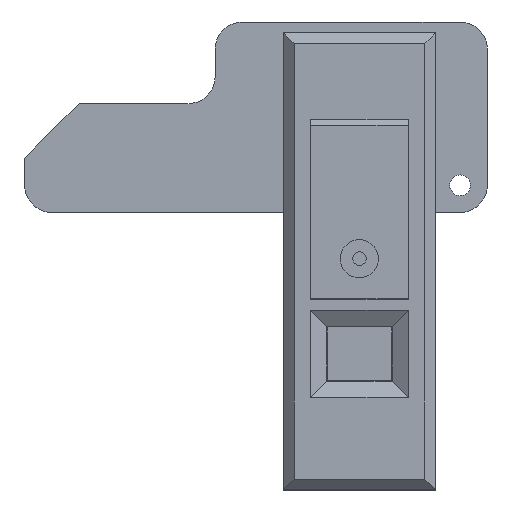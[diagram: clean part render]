
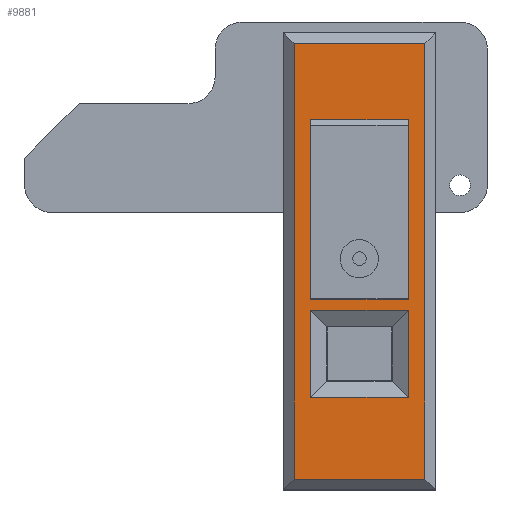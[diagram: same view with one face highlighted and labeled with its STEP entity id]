
A CAD part, top view. The second image highlights one B-rep face of the part: STEP entity #9881.
In plain terms, the highlighted planar face has unit normal (0, 0, 1).
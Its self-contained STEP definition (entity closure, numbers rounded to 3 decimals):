
#35 = CARTESIAN_POINT ( 'NONE',  ( -12., -59., 3. ) ) ;
#77 = EDGE_LOOP ( 'NONE', ( #10858, #10759, #9329, #10030 ) ) ;
#143 = CARTESIAN_POINT ( 'NONE',  ( -9., 7., 3. ) ) ;
#280 = DIRECTION ( 'NONE',  ( -1., 0., 0. ) ) ;
#437 = CARTESIAN_POINT ( 'NONE',  ( 9., -28., 3. ) ) ;
#607 = ORIENTED_EDGE ( 'NONE', *, *, #6844, .T. ) ;
#785 = LINE ( 'NONE', #143, #1831 ) ;
#826 = LINE ( 'NONE', #8968, #8345 ) ;
#1096 = VECTOR ( 'NONE', #5645, 1000. ) ;
#1152 = VERTEX_POINT ( 'NONE', #8624 ) ;
#1364 = LINE ( 'NONE', #4480, #7812 ) ;
#1401 = DIRECTION ( 'NONE',  ( 1., 0., 0. ) ) ;
#1482 = LINE ( 'NONE', #10439, #1096 ) ;
#1581 = CARTESIAN_POINT ( 'NONE',  ( 12., -59., 3. ) ) ;
#1607 = VECTOR ( 'NONE', #5321, 1000. ) ;
#1691 = VERTEX_POINT ( 'NONE', #3553 ) ;
#1729 = VECTOR ( 'NONE', #1909, 1000. ) ;
#1831 = VECTOR ( 'NONE', #2714, 1000. ) ;
#1909 = DIRECTION ( 'NONE',  ( 0., -1., 0. ) ) ;
#1983 = LINE ( 'NONE', #2492, #9273 ) ;
#2074 = LINE ( 'NONE', #8639, #7094 ) ;
#2214 = CARTESIAN_POINT ( 'NONE',  ( 6., -28., 3. ) ) ;
#2388 = LINE ( 'NONE', #4460, #1607 ) ;
#2492 = CARTESIAN_POINT ( 'NONE',  ( -9., -31., 3. ) ) ;
#2714 = DIRECTION ( 'NONE',  ( 1., 0., 0. ) ) ;
#2883 = DIRECTION ( 'NONE',  ( 0., 1., 0. ) ) ;
#3174 = VECTOR ( 'NONE', #6713, 1000. ) ;
#3243 = VERTEX_POINT ( 'NONE', #3884 ) ;
#3371 = EDGE_CURVE ( 'NONE', #4239, #7232, #10757, .T. ) ;
#3429 = EDGE_CURVE ( 'NONE', #3527, #1691, #1983, .T. ) ;
#3502 = EDGE_CURVE ( 'NONE', #1152, #3527, #5949, .T. ) ;
#3527 = VERTEX_POINT ( 'NONE', #5014 ) ;
#3553 = CARTESIAN_POINT ( 'NONE',  ( -9., -28., 3. ) ) ;
#3633 = ORIENTED_EDGE ( 'NONE', *, *, #3502, .T. ) ;
#3640 = FACE_OUTER_BOUND ( 'NONE', #6492, .T. ) ;
#3807 = EDGE_CURVE ( 'NONE', #9841, #6044, #4746, .T. ) ;
#3884 = CARTESIAN_POINT ( 'NONE',  ( -9., 7., 3. ) ) ;
#3997 = DIRECTION ( 'NONE',  ( 0., -1., 0. ) ) ;
#4078 = ORIENTED_EDGE ( 'NONE', *, *, #8675, .T. ) ;
#4239 = VERTEX_POINT ( 'NONE', #6708 ) ;
#4280 = ORIENTED_EDGE ( 'NONE', *, *, #5661, .T. ) ;
#4432 = DIRECTION ( 'NONE',  ( 0., -1., 0. ) ) ;
#4460 = CARTESIAN_POINT ( 'NONE',  ( -9., 7., 3. ) ) ;
#4480 = CARTESIAN_POINT ( 'NONE',  ( -14., 21., 3. ) ) ;
#4640 = DIRECTION ( 'NONE',  ( 1., 0., 0. ) ) ;
#4746 = LINE ( 'NONE', #7921, #8991 ) ;
#4748 = VERTEX_POINT ( 'NONE', #1581 ) ;
#5014 = CARTESIAN_POINT ( 'NONE',  ( -9., -44., 3. ) ) ;
#5321 = DIRECTION ( 'NONE',  ( 0., -1., 0. ) ) ;
#5476 = CARTESIAN_POINT ( 'NONE',  ( -9., -26., 3. ) ) ;
#5645 = DIRECTION ( 'NONE',  ( 1., 0., 0. ) ) ;
#5661 = EDGE_CURVE ( 'NONE', #4748, #6653, #2074, .T. ) ;
#5683 = CARTESIAN_POINT ( 'NONE',  ( -14., 23., 3. ) ) ;
#5910 = FACE_BOUND ( 'NONE', #77, .T. ) ;
#5934 = DIRECTION ( 'NONE',  ( 0., 1., 0. ) ) ;
#5949 = LINE ( 'NONE', #9238, #3174 ) ;
#6044 = VERTEX_POINT ( 'NONE', #35 ) ;
#6492 = EDGE_LOOP ( 'NONE', ( #8819, #7206, #4280, #10565 ) ) ;
#6653 = VERTEX_POINT ( 'NONE', #8606 ) ;
#6708 = CARTESIAN_POINT ( 'NONE',  ( 9., 7., 3. ) ) ;
#6713 = DIRECTION ( 'NONE',  ( -1., 0., 0. ) ) ;
#6844 = EDGE_CURVE ( 'NONE', #1691, #10625, #7435, .T. ) ;
#6964 = CARTESIAN_POINT ( 'NONE',  ( 9., -41., 3. ) ) ;
#7094 = VECTOR ( 'NONE', #2883, 1000. ) ;
#7152 = VECTOR ( 'NONE', #4640, 1000. ) ;
#7206 = ORIENTED_EDGE ( 'NONE', *, *, #7565, .T. ) ;
#7232 = VERTEX_POINT ( 'NONE', #9457 ) ;
#7263 = PLANE ( 'NONE',  #9692 ) ;
#7336 = CARTESIAN_POINT ( 'NONE',  ( 9., 7., 3. ) ) ;
#7435 = LINE ( 'NONE', #2214, #7152 ) ;
#7485 = EDGE_CURVE ( 'NONE', #6653, #9841, #1364, .T. ) ;
#7501 = EDGE_CURVE ( 'NONE', #10285, #7232, #1482, .T. ) ;
#7565 = EDGE_CURVE ( 'NONE', #6044, #4748, #826, .T. ) ;
#7812 = VECTOR ( 'NONE', #280, 1000. ) ;
#7921 = CARTESIAN_POINT ( 'NONE',  ( -12., 23., 3. ) ) ;
#7975 = EDGE_CURVE ( 'NONE', #3243, #10285, #2388, .T. ) ;
#8345 = VECTOR ( 'NONE', #1401, 1000. ) ;
#8458 = LINE ( 'NONE', #6964, #1729 ) ;
#8606 = CARTESIAN_POINT ( 'NONE',  ( 12., 21., 3. ) ) ;
#8624 = CARTESIAN_POINT ( 'NONE',  ( 9., -44., 3. ) ) ;
#8639 = CARTESIAN_POINT ( 'NONE',  ( 12., 23., 3. ) ) ;
#8675 = EDGE_CURVE ( 'NONE', #10625, #1152, #8458, .T. ) ;
#8819 = ORIENTED_EDGE ( 'NONE', *, *, #3807, .T. ) ;
#8968 = CARTESIAN_POINT ( 'NONE',  ( -14., -59., 3. ) ) ;
#8969 = CARTESIAN_POINT ( 'NONE',  ( -12., 21., 3. ) ) ;
#8991 = VECTOR ( 'NONE', #4432, 1000. ) ;
#9044 = DIRECTION ( 'NONE',  ( -1., 0., 0. ) ) ;
#9238 = CARTESIAN_POINT ( 'NONE',  ( -6., -44., 3. ) ) ;
#9273 = VECTOR ( 'NONE', #5934, 1000. ) ;
#9329 = ORIENTED_EDGE ( 'NONE', *, *, #3371, .T. ) ;
#9457 = CARTESIAN_POINT ( 'NONE',  ( 9., -26., 3. ) ) ;
#9478 = ORIENTED_EDGE ( 'NONE', *, *, #3429, .T. ) ;
#9583 = EDGE_LOOP ( 'NONE', ( #4078, #3633, #9478, #607 ) ) ;
#9648 = EDGE_CURVE ( 'NONE', #3243, #4239, #785, .T. ) ;
#9692 = AXIS2_PLACEMENT_3D ( 'NONE', #5683, #9894, #9044 ) ;
#9841 = VERTEX_POINT ( 'NONE', #8969 ) ;
#9881 = ADVANCED_FACE ( 'NONE', ( #10438, #3640, #5910 ), #7263, .F. ) ;
#9894 = DIRECTION ( 'NONE',  ( 0., 0., -1. ) ) ;
#10030 = ORIENTED_EDGE ( 'NONE', *, *, #7501, .F. ) ;
#10285 = VERTEX_POINT ( 'NONE', #5476 ) ;
#10438 = FACE_BOUND ( 'NONE', #9583, .T. ) ;
#10439 = CARTESIAN_POINT ( 'NONE',  ( -9., -26., 3. ) ) ;
#10565 = ORIENTED_EDGE ( 'NONE', *, *, #7485, .T. ) ;
#10614 = VECTOR ( 'NONE', #3997, 1000. ) ;
#10625 = VERTEX_POINT ( 'NONE', #437 ) ;
#10757 = LINE ( 'NONE', #7336, #10614 ) ;
#10759 = ORIENTED_EDGE ( 'NONE', *, *, #9648, .T. ) ;
#10858 = ORIENTED_EDGE ( 'NONE', *, *, #7975, .F. ) ;
